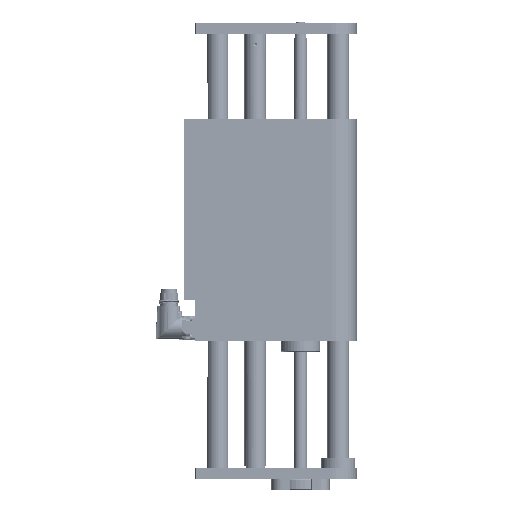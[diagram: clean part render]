
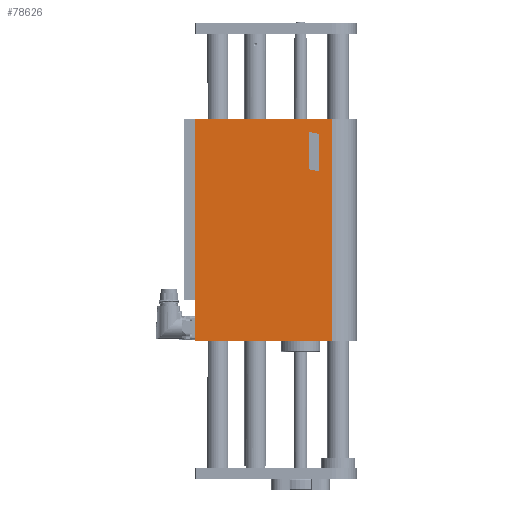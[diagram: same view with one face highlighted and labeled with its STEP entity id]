
A CAD part, left-side view. The second image highlights one B-rep face of the part: STEP entity #78626.
In plain terms, the highlighted planar face has unit normal (-1, 0, 0).
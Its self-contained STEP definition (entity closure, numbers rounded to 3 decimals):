
#3394 = EDGE_CURVE ( 'NONE', #32447, #7643, #122443, .T. ) ;
#4762 = VERTEX_POINT ( 'NONE', #84230 ) ;
#5035 = DIRECTION ( 'NONE',  ( 0., -1., 0. ) ) ;
#6723 = EDGE_LOOP ( 'NONE', ( #128745, #151885, #130747, #13542 ) ) ;
#7643 = VERTEX_POINT ( 'NONE', #77595 ) ;
#8747 = VECTOR ( 'NONE', #139760, 1000. ) ;
#11463 = VECTOR ( 'NONE', #38353, 1000. ) ;
#13542 = ORIENTED_EDGE ( 'NONE', *, *, #74890, .T. ) ;
#14847 = CARTESIAN_POINT ( 'NONE',  ( -22.5, -71.5, -103. ) ) ;
#15742 = CARTESIAN_POINT ( 'NONE',  ( -22.5, 57., 103. ) ) ;
#20595 = LINE ( 'NONE', #128077, #8747 ) ;
#21407 = DIRECTION ( 'NONE',  ( 0., 0., -1. ) ) ;
#21763 = ORIENTED_EDGE ( 'NONE', *, *, #47549, .T. ) ;
#24535 = VECTOR ( 'NONE', #21407, 1000. ) ;
#26382 = LINE ( 'NONE', #74764, #72684 ) ;
#32447 = VERTEX_POINT ( 'NONE', #119561 ) ;
#36104 = VERTEX_POINT ( 'NONE', #88370 ) ;
#38353 = DIRECTION ( 'NONE',  ( 0., -1., 0. ) ) ;
#40110 = PLANE ( 'NONE',  #43900 ) ;
#43900 = AXIS2_PLACEMENT_3D ( 'NONE', #72943, #61324, #5035 ) ;
#45442 = EDGE_CURVE ( 'NONE', #36104, #4762, #130192, .T. ) ;
#46041 = ORIENTED_EDGE ( 'NONE', *, *, #100319, .T. ) ;
#47549 = EDGE_CURVE ( 'NONE', #4762, #124537, #26382, .T. ) ;
#48003 = CARTESIAN_POINT ( 'NONE',  ( -22.5, 57., -103. ) ) ;
#49893 = DIRECTION ( 'NONE',  ( 0., 0.978, 0.208 ) ) ;
#50582 = VECTOR ( 'NONE', #84591, 1000. ) ;
#54751 = VECTOR ( 'NONE', #152484, 1000. ) ;
#57953 = CARTESIAN_POINT ( 'NONE',  ( -22.5, -58.906, 0. ) ) ;
#59371 = VERTEX_POINT ( 'NONE', #147212 ) ;
#61324 = DIRECTION ( 'NONE',  ( -1., 0., 0. ) ) ;
#64339 = VECTOR ( 'NONE', #129625, 1000. ) ;
#68473 = EDGE_LOOP ( 'NONE', ( #102593, #69027, #21763, #46041 ) ) ;
#68491 = EDGE_CURVE ( 'NONE', #32447, #68513, #80670, .T. ) ;
#68513 = VERTEX_POINT ( 'NONE', #90762 ) ;
#69027 = ORIENTED_EDGE ( 'NONE', *, *, #45442, .T. ) ;
#72684 = VECTOR ( 'NONE', #49893, 1000. ) ;
#72943 = CARTESIAN_POINT ( 'NONE',  ( -22.5, 57., -103. ) ) ;
#74764 = CARTESIAN_POINT ( 'NONE',  ( -22.5, -13.606, 63.94 ) ) ;
#74890 = EDGE_CURVE ( 'NONE', #93262, #7643, #20595, .T. ) ;
#77595 = CARTESIAN_POINT ( 'NONE',  ( -22.5, -71.5, 103. ) ) ;
#78626 = ADVANCED_FACE ( 'NONE', ( #144457, #133597 ), #40110, .T. ) ;
#80670 = LINE ( 'NONE', #125015, #24535 ) ;
#80985 = LINE ( 'NONE', #116763, #54751 ) ;
#84230 = CARTESIAN_POINT ( 'NONE',  ( -22.5, -58.906, 54.3 ) ) ;
#84591 = DIRECTION ( 'NONE',  ( 0., -1., 0. ) ) ;
#86900 = LINE ( 'NONE', #48003, #50582 ) ;
#88370 = CARTESIAN_POINT ( 'NONE',  ( -22.5, -58.906, 89.091 ) ) ;
#90762 = CARTESIAN_POINT ( 'NONE',  ( -22.5, 55.5, -103. ) ) ;
#93262 = VERTEX_POINT ( 'NONE', #14847 ) ;
#94609 = CARTESIAN_POINT ( 'NONE',  ( -22.5, -49.922, 0. ) ) ;
#100319 = EDGE_CURVE ( 'NONE', #124537, #59371, #128862, .T. ) ;
#102593 = ORIENTED_EDGE ( 'NONE', *, *, #137027, .T. ) ;
#116763 = CARTESIAN_POINT ( 'NONE',  ( -22.5, -20.701, 97.226 ) ) ;
#119213 = VECTOR ( 'NONE', #127923, 1000. ) ;
#119561 = CARTESIAN_POINT ( 'NONE',  ( -22.5, 55.5, 103. ) ) ;
#122443 = LINE ( 'NONE', #15742, #11463 ) ;
#124537 = VERTEX_POINT ( 'NONE', #125357 ) ;
#125015 = CARTESIAN_POINT ( 'NONE',  ( -22.5, 55.5, -103. ) ) ;
#125357 = CARTESIAN_POINT ( 'NONE',  ( -22.5, -49.922, 56.212 ) ) ;
#125641 = EDGE_CURVE ( 'NONE', #68513, #93262, #86900, .T. ) ;
#127923 = DIRECTION ( 'NONE',  ( 0., 0., -1. ) ) ;
#128077 = CARTESIAN_POINT ( 'NONE',  ( -22.5, -71.5, -103. ) ) ;
#128745 = ORIENTED_EDGE ( 'NONE', *, *, #3394, .F. ) ;
#128862 = LINE ( 'NONE', #94609, #64339 ) ;
#129625 = DIRECTION ( 'NONE',  ( 0., 0., 1. ) ) ;
#130192 = LINE ( 'NONE', #57953, #119213 ) ;
#130747 = ORIENTED_EDGE ( 'NONE', *, *, #125641, .T. ) ;
#133597 = FACE_BOUND ( 'NONE', #68473, .T. ) ;
#137027 = EDGE_CURVE ( 'NONE', #59371, #36104, #80985, .T. ) ;
#139760 = DIRECTION ( 'NONE',  ( 0., 0., 1. ) ) ;
#144457 = FACE_OUTER_BOUND ( 'NONE', #6723, .T. ) ;
#147212 = CARTESIAN_POINT ( 'NONE',  ( -22.5, -49.922, 91.004 ) ) ;
#151885 = ORIENTED_EDGE ( 'NONE', *, *, #68491, .T. ) ;
#152484 = DIRECTION ( 'NONE',  ( 0., -0.978, -0.208 ) ) ;
